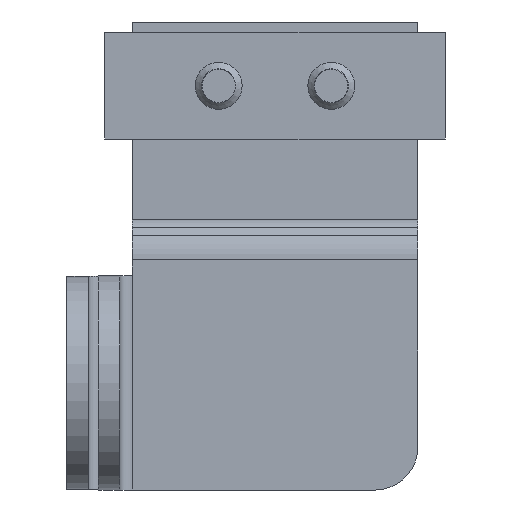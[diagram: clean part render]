
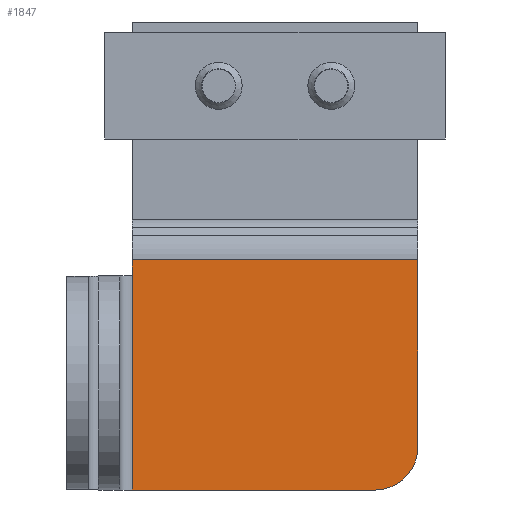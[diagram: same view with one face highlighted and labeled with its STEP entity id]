
A CAD part, front view. The second image highlights one B-rep face of the part: STEP entity #1847.
In plain terms, the highlighted planar face has unit normal (0, -1, 0).
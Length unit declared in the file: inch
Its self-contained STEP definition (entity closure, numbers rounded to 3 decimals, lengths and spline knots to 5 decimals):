
#20 = CARTESIAN_POINT ( 'NONE',  ( 0.2945, -0.126, 0.17753 ) ) ;
#116 = CARTESIAN_POINT ( 'NONE',  ( -0.4195, -0.126, 0.17753 ) ) ;
#174 = EDGE_LOOP ( 'NONE', ( #4616, #379, #2872, #1678, #4230, #3558 ) ) ;
#210 = DIRECTION ( 'NONE',  ( -1., 0., 0. ) ) ;
#247 = CARTESIAN_POINT ( 'NONE',  ( -0.4195, -0.126, 0.89553 ) ) ;
#379 = ORIENTED_EDGE ( 'NONE', *, *, #1749, .T. ) ;
#596 = EDGE_CURVE ( 'NONE', #1363, #2845, #5928, .T. ) ;
#699 = VECTOR ( 'NONE', #3416, 39.37008 ) ;
#717 = CARTESIAN_POINT ( 'NONE',  ( 0.4195, -0.126, 0.30253 ) ) ;
#959 = LINE ( 'NONE', #4484, #3987 ) ;
#1217 = VERTEX_POINT ( 'NONE', #3953 ) ;
#1363 = VERTEX_POINT ( 'NONE', #20 ) ;
#1452 = VERTEX_POINT ( 'NONE', #3475 ) ;
#1551 = EDGE_CURVE ( 'NONE', #1452, #1217, #5167, .T. ) ;
#1678 = ORIENTED_EDGE ( 'NONE', *, *, #5023, .F. ) ;
#1749 = EDGE_CURVE ( 'NONE', #1452, #2845, #959, .T. ) ;
#1847 = ADVANCED_FACE ( 'NONE', ( #2258 ), #3616, .T. ) ;
#2258 = FACE_OUTER_BOUND ( 'NONE', #174, .T. ) ;
#2526 = DIRECTION ( 'NONE',  ( 0., 0., 1. ) ) ;
#2567 = AXIS2_PLACEMENT_3D ( 'NONE', #5017, #6040, #4111 ) ;
#2609 = DIRECTION ( 'NONE',  ( 0., 0., 1. ) ) ;
#2626 = EDGE_CURVE ( 'NONE', #4888, #4555, #4114, .T. ) ;
#2845 = VERTEX_POINT ( 'NONE', #5117 ) ;
#2872 = ORIENTED_EDGE ( 'NONE', *, *, #596, .F. ) ;
#3238 = EDGE_CURVE ( 'NONE', #4555, #1217, #4819, .T. ) ;
#3369 = VECTOR ( 'NONE', #2526, 39.37008 ) ;
#3405 = CARTESIAN_POINT ( 'NONE',  ( 0.4195, -0.126, 1.55253 ) ) ;
#3416 = DIRECTION ( 'NONE',  ( -1., 0., 0. ) ) ;
#3475 = CARTESIAN_POINT ( 'NONE',  ( -0.4195, -0.126, 0.80753 ) ) ;
#3558 = ORIENTED_EDGE ( 'NONE', *, *, #3238, .T. ) ;
#3616 = PLANE ( 'NONE',  #5980 ) ;
#3702 = VECTOR ( 'NONE', #2609, 39.37008 ) ;
#3953 = CARTESIAN_POINT ( 'NONE',  ( -0.4195, -0.126, 0.85452 ) ) ;
#3987 = VECTOR ( 'NONE', #5381, 39.37008 ) ;
#4036 = CARTESIAN_POINT ( 'NONE',  ( -0.4195, -0.126, 0.85452 ) ) ;
#4111 = DIRECTION ( 'NONE',  ( 0., 0., 1. ) ) ;
#4114 = LINE ( 'NONE', #3405, #3369 ) ;
#4230 = ORIENTED_EDGE ( 'NONE', *, *, #2626, .T. ) ;
#4484 = CARTESIAN_POINT ( 'NONE',  ( -0.4195, -0.126, 0.89553 ) ) ;
#4524 = CARTESIAN_POINT ( 'NONE',  ( -0.4195, -0.126, 0.89553 ) ) ;
#4555 = VERTEX_POINT ( 'NONE', #6103 ) ;
#4581 = DIRECTION ( 'NONE',  ( 0., -1., 0. ) ) ;
#4616 = ORIENTED_EDGE ( 'NONE', *, *, #1551, .F. ) ;
#4655 = VECTOR ( 'NONE', #210, 39.37008 ) ;
#4819 = LINE ( 'NONE', #4036, #4655 ) ;
#4888 = VERTEX_POINT ( 'NONE', #717 ) ;
#5017 = CARTESIAN_POINT ( 'NONE',  ( 0.2945, -0.126, 0.30253 ) ) ;
#5023 = EDGE_CURVE ( 'NONE', #4888, #1363, #5911, .T. ) ;
#5117 = CARTESIAN_POINT ( 'NONE',  ( -0.4195, -0.126, 0.17753 ) ) ;
#5167 = LINE ( 'NONE', #247, #3702 ) ;
#5381 = DIRECTION ( 'NONE',  ( 0., 0., -1. ) ) ;
#5481 = DIRECTION ( 'NONE',  ( 0., 0., 1. ) ) ;
#5911 = CIRCLE ( 'NONE', #2567, 0.125 ) ;
#5928 = LINE ( 'NONE', #116, #699 ) ;
#5980 = AXIS2_PLACEMENT_3D ( 'NONE', #4524, #4581, #5481 ) ;
#6040 = DIRECTION ( 'NONE',  ( 0., 1., 0. ) ) ;
#6103 = CARTESIAN_POINT ( 'NONE',  ( 0.4195, -0.126, 0.85452 ) ) ;
